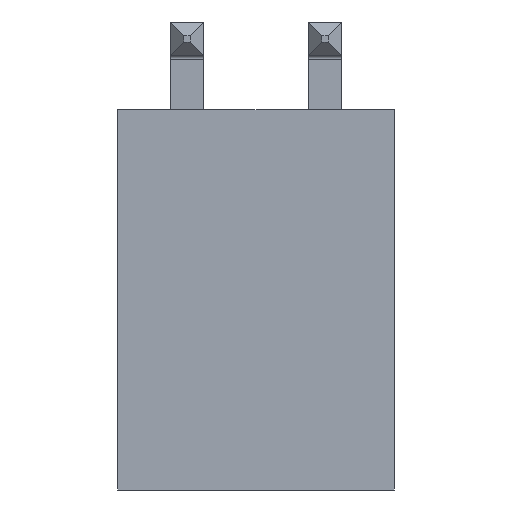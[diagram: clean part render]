
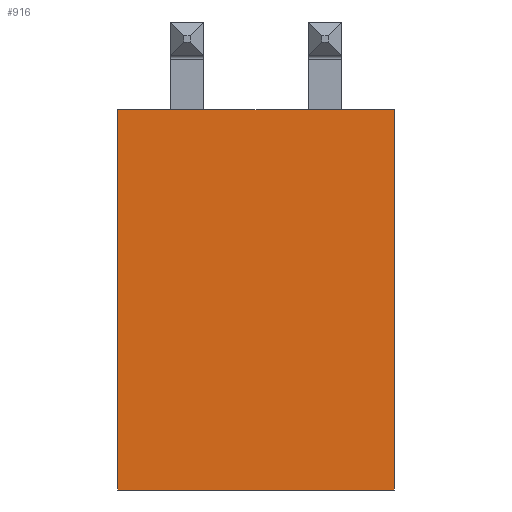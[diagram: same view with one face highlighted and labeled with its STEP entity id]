
A CAD part, front view. The second image highlights one B-rep face of the part: STEP entity #916.
In plain terms, the highlighted planar face has unit normal (0, -1, 0).
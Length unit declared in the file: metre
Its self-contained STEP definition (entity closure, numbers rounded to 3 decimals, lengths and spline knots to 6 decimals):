
#179=ORIENTED_EDGE('',*,*,#362,.T.);
#180=ORIENTED_EDGE('',*,*,#359,.F.);
#181=ORIENTED_EDGE('',*,*,#363,.F.);
#182=ORIENTED_EDGE('',*,*,#364,.T.);
#359=EDGE_CURVE('',#453,#455,#558,.T.);
#362=EDGE_CURVE('',#457,#455,#561,.T.);
#363=EDGE_CURVE('',#458,#453,#562,.T.);
#364=EDGE_CURVE('',#458,#457,#563,.T.);
#453=VERTEX_POINT('',#1454);
#455=VERTEX_POINT('',#1457);
#457=VERTEX_POINT('',#1463);
#458=VERTEX_POINT('',#1465);
#558=LINE('',#1456,#675);
#561=LINE('',#1462,#678);
#562=LINE('',#1464,#679);
#563=LINE('',#1466,#680);
#675=VECTOR('',#1197,1.);
#678=VECTOR('',#1202,1.);
#679=VECTOR('',#1203,1.);
#680=VECTOR('',#1204,1.);
#751=EDGE_LOOP('',(#179,#180,#181,#182));
#808=FACE_BOUND('',#751,.T.);
#863=PLANE('',#1012);
#916=ADVANCED_FACE('',(#808),#863,.F.);
#1012=AXIS2_PLACEMENT_3D('',#1461,#1200,#1201);
#1197=DIRECTION('',(0.,0.,-1.));
#1200=DIRECTION('',(0.,1.,0.));
#1201=DIRECTION('',(1.,0.,0.));
#1202=DIRECTION('',(1.,0.,0.));
#1203=DIRECTION('',(1.,0.,0.));
#1204=DIRECTION('',(0.,0.,-1.));
#1454=CARTESIAN_POINT('',(0.00127,0.,-0.0013));
#1456=CARTESIAN_POINT('',(0.00127,0.,-0.0013));
#1457=CARTESIAN_POINT('',(0.00127,0.,-0.0083));
#1461=CARTESIAN_POINT('',(-0.00381,0.,-0.0013));
#1462=CARTESIAN_POINT('',(-0.00381,0.,-0.0083));
#1463=CARTESIAN_POINT('',(-0.00381,0.,-0.0083));
#1464=CARTESIAN_POINT('',(-0.00381,0.,-0.0013));
#1465=CARTESIAN_POINT('',(-0.00381,0.,-0.0013));
#1466=CARTESIAN_POINT('',(-0.00381,0.,-0.0013));
